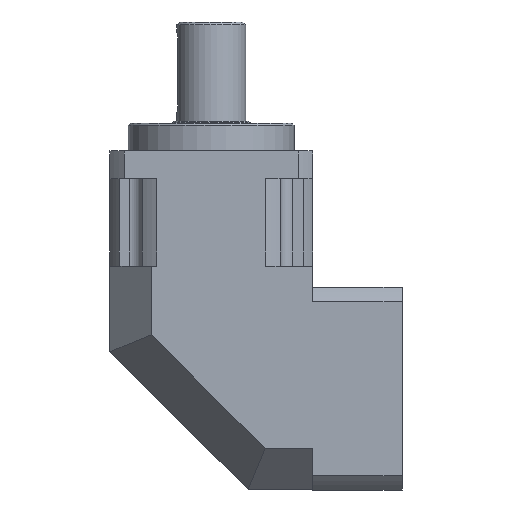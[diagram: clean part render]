
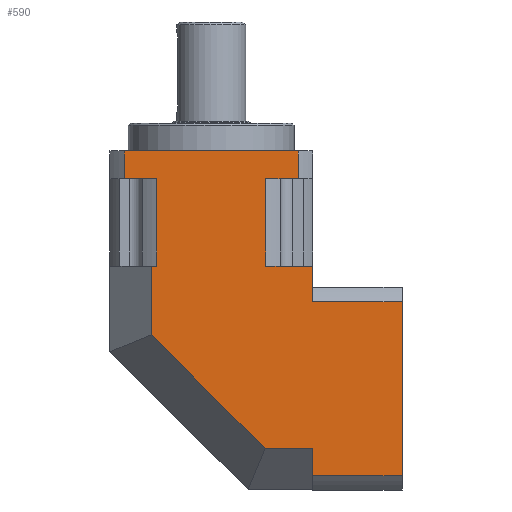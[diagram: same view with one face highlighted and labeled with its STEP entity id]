
A CAD part, front view. The second image highlights one B-rep face of the part: STEP entity #590.
In plain terms, the highlighted planar face has unit normal (0, -1, 0).
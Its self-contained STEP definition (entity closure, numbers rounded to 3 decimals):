
#27 = VERTEX_POINT ( 'NONE', #1000 ) ;
#59 = CARTESIAN_POINT ( 'NONE',  ( 342.772, 84.375, 95. ) ) ;
#89 = LINE ( 'NONE', #3715, #1345 ) ;
#101 = VECTOR ( 'NONE', #722, 1000. ) ;
#132 = CARTESIAN_POINT ( 'NONE',  ( 307.672, 84.375, 95. ) ) ;
#164 = ORIENTED_EDGE ( 'NONE', *, *, #1007, .F. ) ;
#186 = CARTESIAN_POINT ( 'NONE',  ( 512.144, 84.375, -243.1 ) ) ;
#194 = LINE ( 'NONE', #1845, #3235 ) ;
#204 = ORIENTED_EDGE ( 'NONE', *, *, #3341, .F. ) ;
#208 = FACE_OUTER_BOUND ( 'NONE', #2329, .T. ) ;
#210 = DIRECTION ( 'NONE',  ( 0., 0., 1. ) ) ;
#236 = EDGE_CURVE ( 'NONE', #3281, #2047, #3526, .T. ) ;
#254 = LINE ( 'NONE', #626, #2393 ) ;
#314 = CARTESIAN_POINT ( 'NONE',  ( 512.144, 84.375, -38.628 ) ) ;
#334 = CARTESIAN_POINT ( 'NONE',  ( 496.616, 84.375, 95. ) ) ;
#336 = CARTESIAN_POINT ( 'NONE',  ( 342.772, 84.375, 95. ) ) ;
#436 = CARTESIAN_POINT ( 'NONE',  ( 512.144, 84.375, 0. ) ) ;
#441 = CARTESIAN_POINT ( 'NONE',  ( 307.672, 84.375, 95. ) ) ;
#466 = VECTOR ( 'NONE', #3204, 1000. ) ;
#467 = ORIENTED_EDGE ( 'NONE', *, *, #786, .T. ) ;
#509 = LINE ( 'NONE', #3195, #2572 ) ;
#515 = LINE ( 'NONE', #815, #3570 ) ;
#576 = DIRECTION ( 'NONE',  ( 0., 0., -1. ) ) ;
#590 = ADVANCED_FACE ( 'NONE', ( #208 ), #1480, .F. ) ;
#592 = CARTESIAN_POINT ( 'NONE',  ( 461.516, 84.375, 95. ) ) ;
#607 = VERTEX_POINT ( 'NONE', #334 ) ;
#626 = CARTESIAN_POINT ( 'NONE',  ( 512.144, 84.375, -38.628 ) ) ;
#636 = DIRECTION ( 'NONE',  ( -1., 0., 0. ) ) ;
#702 = LINE ( 'NONE', #1219, #2072 ) ;
#722 = DIRECTION ( 'NONE',  ( -1., 0., 0. ) ) ;
#754 = EDGE_CURVE ( 'NONE', #3654, #3319, #702, .T. ) ;
#773 = VERTEX_POINT ( 'NONE', #314 ) ;
#786 = EDGE_CURVE ( 'NONE', #2374, #1801, #1201, .T. ) ;
#795 = DIRECTION ( 'NONE',  ( 0.707, 0., -0.707 ) ) ;
#815 = CARTESIAN_POINT ( 'NONE',  ( 337.144, 84.375, 95. ) ) ;
#823 = AXIS2_PLACEMENT_3D ( 'NONE', #59, #2692, #636 ) ;
#840 = VERTEX_POINT ( 'NONE', #592 ) ;
#845 = EDGE_CURVE ( 'NONE', #773, #3654, #254, .T. ) ;
#863 = DIRECTION ( 'NONE',  ( -1., 0., 0. ) ) ;
#866 = LINE ( 'NONE', #436, #101 ) ;
#874 = LINE ( 'NONE', #186, #3136 ) ;
#893 = EDGE_CURVE ( 'NONE', #1953, #2347, #1519, .T. ) ;
#929 = ORIENTED_EDGE ( 'NONE', *, *, #1197, .T. ) ;
#934 = CARTESIAN_POINT ( 'NONE',  ( 307.672, 84.375, 95. ) ) ;
#1000 = CARTESIAN_POINT ( 'NONE',  ( 337.144, 84.375, 0. ) ) ;
#1007 = EDGE_CURVE ( 'NONE', #3505, #2891, #1242, .T. ) ;
#1024 = ORIENTED_EDGE ( 'NONE', *, *, #3138, .T. ) ;
#1075 = CARTESIAN_POINT ( 'NONE',  ( 473.964, 84.375, -211.28 ) ) ;
#1098 = VECTOR ( 'NONE', #1407, 1000. ) ;
#1107 = CARTESIAN_POINT ( 'NONE',  ( 609.444, 84.375, -227.572 ) ) ;
#1114 = DIRECTION ( 'NONE',  ( 0., 0., -1. ) ) ;
#1197 = EDGE_CURVE ( 'NONE', #27, #1953, #515, .T. ) ;
#1199 = ORIENTED_EDGE ( 'NONE', *, *, #1452, .T. ) ;
#1201 = LINE ( 'NONE', #2644, #1983 ) ;
#1217 = LINE ( 'NONE', #1587, #2885 ) ;
#1219 = CARTESIAN_POINT ( 'NONE',  ( 609.444, 84.375, -243.1 ) ) ;
#1242 = LINE ( 'NONE', #3494, #466 ) ;
#1259 = CARTESIAN_POINT ( 'NONE',  ( 460.784, 84.375, -198.1 ) ) ;
#1260 = ORIENTED_EDGE ( 'NONE', *, *, #1473, .F. ) ;
#1288 = ORIENTED_EDGE ( 'NONE', *, *, #893, .T. ) ;
#1309 = DIRECTION ( 'NONE',  ( 1., 0., 0. ) ) ;
#1313 = VERTEX_POINT ( 'NONE', #934 ) ;
#1345 = VECTOR ( 'NONE', #2231, 1000. ) ;
#1398 = VECTOR ( 'NONE', #1861, 1000. ) ;
#1407 = DIRECTION ( 'NONE',  ( 0., 0., -1. ) ) ;
#1424 = ORIENTED_EDGE ( 'NONE', *, *, #3662, .T. ) ;
#1428 = VECTOR ( 'NONE', #795, 1000. ) ;
#1452 = EDGE_CURVE ( 'NONE', #1313, #3281, #2088, .T. ) ;
#1473 = EDGE_CURVE ( 'NONE', #3319, #1771, #1217, .T. ) ;
#1480 = PLANE ( 'NONE',  #823 ) ;
#1505 = EDGE_CURVE ( 'NONE', #840, #607, #1898, .T. ) ;
#1519 = LINE ( 'NONE', #1075, #1428 ) ;
#1587 = CARTESIAN_POINT ( 'NONE',  ( 512.144, 84.375, -227.572 ) ) ;
#1659 = EDGE_CURVE ( 'NONE', #2347, #2794, #89, .T. ) ;
#1704 = DIRECTION ( 'NONE',  ( 0., 0., -1. ) ) ;
#1771 = VERTEX_POINT ( 'NONE', #3174 ) ;
#1801 = VERTEX_POINT ( 'NONE', #2884 ) ;
#1845 = CARTESIAN_POINT ( 'NONE',  ( 307.672, 84.375, 125. ) ) ;
#1861 = DIRECTION ( 'NONE',  ( 1., 0., 0. ) ) ;
#1898 = LINE ( 'NONE', #441, #3403 ) ;
#1943 = CARTESIAN_POINT ( 'NONE',  ( 512.144, 84.375, -243.1 ) ) ;
#1953 = VERTEX_POINT ( 'NONE', #2866 ) ;
#1969 = LINE ( 'NONE', #1990, #1098 ) ;
#1983 = VECTOR ( 'NONE', #863, 1000. ) ;
#1990 = CARTESIAN_POINT ( 'NONE',  ( 496.616, 84.375, 125. ) ) ;
#2047 = VERTEX_POINT ( 'NONE', #2902 ) ;
#2072 = VECTOR ( 'NONE', #576, 1000. ) ;
#2079 = DIRECTION ( 'NONE',  ( 0., 0., -1. ) ) ;
#2088 = LINE ( 'NONE', #132, #1398 ) ;
#2132 = CARTESIAN_POINT ( 'NONE',  ( 496.616, 84.375, 125. ) ) ;
#2145 = ORIENTED_EDGE ( 'NONE', *, *, #1659, .T. ) ;
#2170 = CARTESIAN_POINT ( 'NONE',  ( 512.144, 84.375, 0. ) ) ;
#2231 = DIRECTION ( 'NONE',  ( 1., 0., 0. ) ) ;
#2329 = EDGE_LOOP ( 'NONE', ( #2889, #1024, #467, #3423, #3780, #204, #164, #1424, #1199, #2970, #3466, #929, #1288, #2145, #2646, #1260, #2547 ) ) ;
#2347 = VERTEX_POINT ( 'NONE', #1259 ) ;
#2374 = VERTEX_POINT ( 'NONE', #2170 ) ;
#2377 = DIRECTION ( 'NONE',  ( 1., 0., 0. ) ) ;
#2393 = VECTOR ( 'NONE', #2377, 1000. ) ;
#2547 = ORIENTED_EDGE ( 'NONE', *, *, #754, .F. ) ;
#2572 = VECTOR ( 'NONE', #1704, 1000. ) ;
#2624 = VECTOR ( 'NONE', #210, 1000. ) ;
#2644 = CARTESIAN_POINT ( 'NONE',  ( 512.144, 84.375, 0. ) ) ;
#2646 = ORIENTED_EDGE ( 'NONE', *, *, #3221, .T. ) ;
#2692 = DIRECTION ( 'NONE',  ( 0., 1., 0. ) ) ;
#2719 = VECTOR ( 'NONE', #2079, 1000. ) ;
#2749 = DIRECTION ( 'NONE',  ( 0., 0., -1. ) ) ;
#2794 = VERTEX_POINT ( 'NONE', #3593 ) ;
#2866 = CARTESIAN_POINT ( 'NONE',  ( 337.144, 84.375, -74.46 ) ) ;
#2884 = CARTESIAN_POINT ( 'NONE',  ( 461.516, 84.375, 0. ) ) ;
#2885 = VECTOR ( 'NONE', #3688, 1000. ) ;
#2889 = ORIENTED_EDGE ( 'NONE', *, *, #845, .F. ) ;
#2891 = VERTEX_POINT ( 'NONE', #2132 ) ;
#2902 = CARTESIAN_POINT ( 'NONE',  ( 342.772, 84.375, 0. ) ) ;
#2970 = ORIENTED_EDGE ( 'NONE', *, *, #236, .T. ) ;
#2980 = CARTESIAN_POINT ( 'NONE',  ( 307.672, 84.375, 125. ) ) ;
#3011 = EDGE_CURVE ( 'NONE', #2047, #27, #866, .T. ) ;
#3114 = DIRECTION ( 'NONE',  ( 0., 0., -1. ) ) ;
#3136 = VECTOR ( 'NONE', #3114, 1000. ) ;
#3138 = EDGE_CURVE ( 'NONE', #773, #2374, #3524, .T. ) ;
#3151 = CARTESIAN_POINT ( 'NONE',  ( 342.772, 84.375, 95. ) ) ;
#3174 = CARTESIAN_POINT ( 'NONE',  ( 512.144, 84.375, -227.572 ) ) ;
#3195 = CARTESIAN_POINT ( 'NONE',  ( 461.516, 84.375, 95. ) ) ;
#3204 = DIRECTION ( 'NONE',  ( 1., 0., 0. ) ) ;
#3221 = EDGE_CURVE ( 'NONE', #2794, #1771, #874, .T. ) ;
#3235 = VECTOR ( 'NONE', #2749, 1000. ) ;
#3281 = VERTEX_POINT ( 'NONE', #3151 ) ;
#3319 = VERTEX_POINT ( 'NONE', #1107 ) ;
#3341 = EDGE_CURVE ( 'NONE', #2891, #607, #1969, .T. ) ;
#3353 = EDGE_CURVE ( 'NONE', #840, #1801, #509, .T. ) ;
#3403 = VECTOR ( 'NONE', #1309, 1000. ) ;
#3423 = ORIENTED_EDGE ( 'NONE', *, *, #3353, .F. ) ;
#3466 = ORIENTED_EDGE ( 'NONE', *, *, #3011, .T. ) ;
#3494 = CARTESIAN_POINT ( 'NONE',  ( 307.672, 84.375, 125. ) ) ;
#3505 = VERTEX_POINT ( 'NONE', #2980 ) ;
#3524 = LINE ( 'NONE', #1943, #2624 ) ;
#3526 = LINE ( 'NONE', #336, #2719 ) ;
#3570 = VECTOR ( 'NONE', #1114, 1000. ) ;
#3593 = CARTESIAN_POINT ( 'NONE',  ( 512.144, 84.375, -198.1 ) ) ;
#3637 = CARTESIAN_POINT ( 'NONE',  ( 609.444, 84.375, -38.628 ) ) ;
#3654 = VERTEX_POINT ( 'NONE', #3637 ) ;
#3662 = EDGE_CURVE ( 'NONE', #3505, #1313, #194, .T. ) ;
#3688 = DIRECTION ( 'NONE',  ( -1., 0., 0. ) ) ;
#3715 = CARTESIAN_POINT ( 'NONE',  ( 342.772, 84.375, -198.1 ) ) ;
#3780 = ORIENTED_EDGE ( 'NONE', *, *, #1505, .T. ) ;
